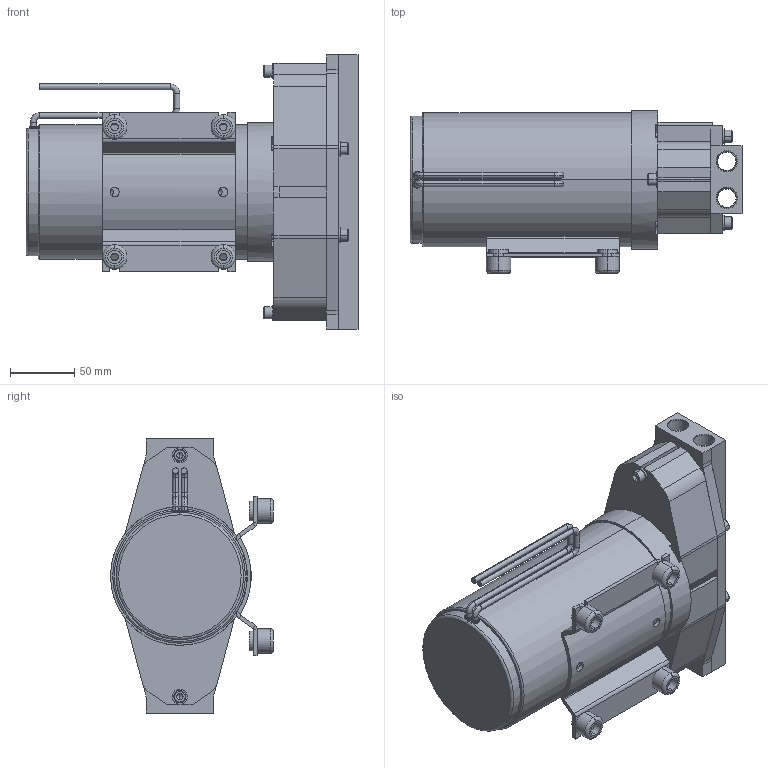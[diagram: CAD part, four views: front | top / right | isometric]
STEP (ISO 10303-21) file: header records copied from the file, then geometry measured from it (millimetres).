
FILE_DESCRIPTION (( 'STEP AP203' ), '1' );
FILE_NAME ('350U-M8230.STEP', '2018-02-26T15:54:30', ( 'admin' ), ( 'Hewlett-Packard Company' ), 'SwSTEP 2.0', 'SolidWorks 2017', '' );
FILE_SCHEMA (( 'CONFIG_CONTROL_DESIGN' ));
Length unit declared in the file: inch
Products named in the file (1): 350U-M8230
Bounding box: 258.44 x 126.87 x 213.36 mm (x, y, z)
Volume: 2313836.2 mm3; surface area: 337787.9 mm2
Topology: 23 solids, 23 shells, 607 faces, 1416 edges, 870 vertices
Faces by surface type: plane 279, cylinder 216, cone 68, torus 40, bspline 4
Entity records: 18165 total; most frequent: CARTESIAN_POINT 3906, DIRECTION 3152, ORIENTED_EDGE 2776, EDGE_CURVE 1388, AXIS2_PLACEMENT_3D 1184, VERTEX_POINT 870, LINE 784, VECTOR 784
